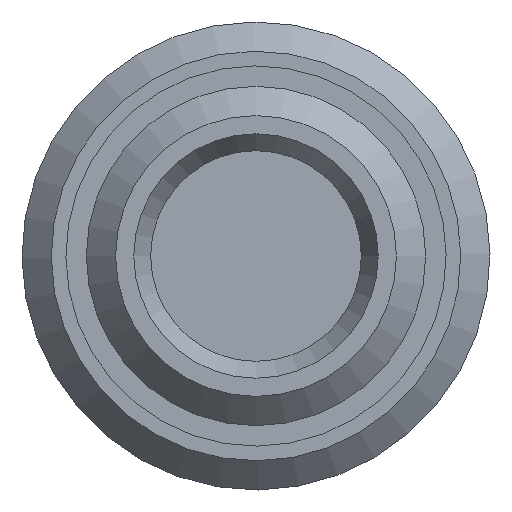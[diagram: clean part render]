
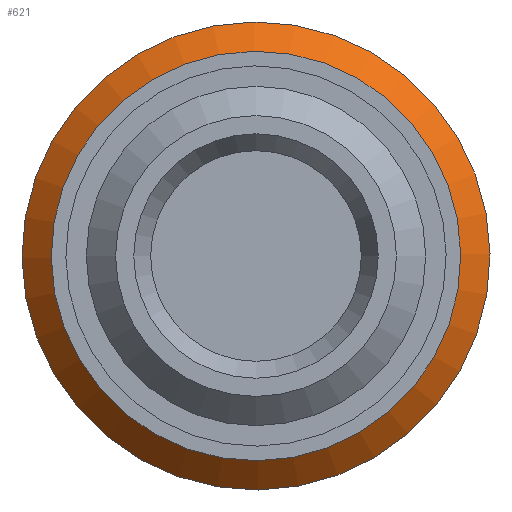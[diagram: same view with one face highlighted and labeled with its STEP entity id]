
A CAD part, front view. The second image highlights one B-rep face of the part: STEP entity #621.
In plain terms, the highlighted conical face has half-angle 45 degrees and reference radius 3.75 mm.
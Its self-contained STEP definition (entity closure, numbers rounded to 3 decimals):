
#28=CONICAL_SURFACE('',#689,3.75,0.785);
#65=FACE_OUTER_BOUND('',#104,.T.);
#104=EDGE_LOOP('',(#416,#417,#418,#419,#420));
#144=LINE('',#1000,#174);
#174=VECTOR('',#800,3.75);
#211=CIRCLE('',#690,4.);
#212=CIRCLE('',#691,4.);
#213=CIRCLE('',#692,3.5);
#261=VERTEX_POINT('',#995);
#262=VERTEX_POINT('',#996);
#263=VERTEX_POINT('',#999);
#325=EDGE_CURVE('',#261,#262,#211,.T.);
#326=EDGE_CURVE('',#262,#261,#212,.T.);
#327=EDGE_CURVE('',#261,#263,#144,.T.);
#328=EDGE_CURVE('',#263,#263,#213,.T.);
#416=ORIENTED_EDGE('',*,*,#325,.T.);
#417=ORIENTED_EDGE('',*,*,#326,.T.);
#418=ORIENTED_EDGE('',*,*,#327,.T.);
#419=ORIENTED_EDGE('',*,*,#328,.T.);
#420=ORIENTED_EDGE('',*,*,#327,.F.);
#621=ADVANCED_FACE('',(#65),#28,.T.);
#689=AXIS2_PLACEMENT_3D('',#994,#794,#795);
#690=AXIS2_PLACEMENT_3D('',#997,#796,#797);
#691=AXIS2_PLACEMENT_3D('',#998,#798,#799);
#692=AXIS2_PLACEMENT_3D('',#1001,#801,#802);
#794=DIRECTION('center_axis',(0.,1.,0.));
#795=DIRECTION('ref_axis',(-0.35,0.,0.937));
#796=DIRECTION('center_axis',(0.,-1.,0.));
#797=DIRECTION('ref_axis',(-0.35,0.,0.937));
#798=DIRECTION('center_axis',(0.,-1.,0.));
#799=DIRECTION('ref_axis',(-0.35,0.,0.937));
#800=DIRECTION('',(-0.248,-0.707,0.662));
#801=DIRECTION('center_axis',(0.,1.,0.));
#802=DIRECTION('ref_axis',(-0.35,0.,0.937));
#994=CARTESIAN_POINT('Origin',(5.987,68.704,0.5));
#995=CARTESIAN_POINT('',(7.388,68.954,-3.247));
#996=CARTESIAN_POINT('',(4.586,68.954,4.247));
#997=CARTESIAN_POINT('Origin',(5.987,68.954,0.5));
#998=CARTESIAN_POINT('Origin',(5.987,68.954,0.5));
#999=CARTESIAN_POINT('',(7.213,68.454,-2.778));
#1000=CARTESIAN_POINT('',(7.3,68.704,-3.013));
#1001=CARTESIAN_POINT('Origin',(5.987,68.454,0.5));
